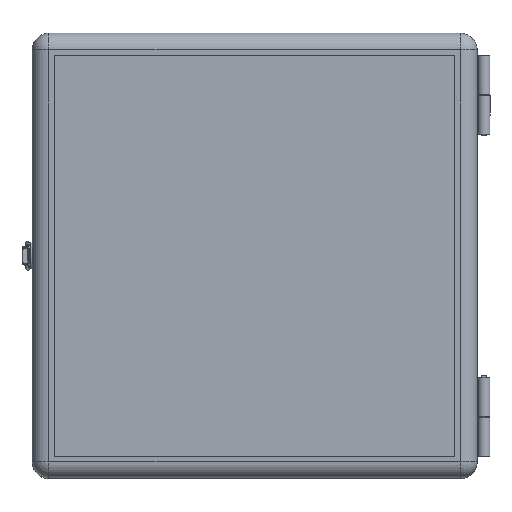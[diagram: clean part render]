
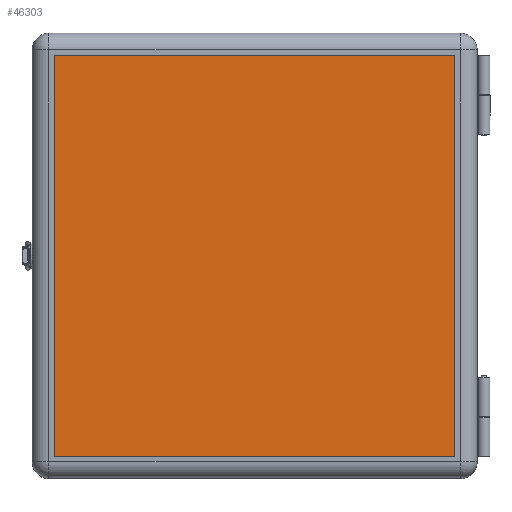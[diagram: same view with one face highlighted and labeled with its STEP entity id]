
A CAD part, top view. The second image highlights one B-rep face of the part: STEP entity #46303.
In plain terms, the highlighted face is planar.
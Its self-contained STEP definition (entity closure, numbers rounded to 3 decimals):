
#2238 = CARTESIAN_POINT ( 'NONE',  ( 180., 180., 0. ) ) ;
#2500 = CARTESIAN_POINT ( 'NONE',  ( -180., 180., 0. ) ) ;
#7651 = AXIS2_PLACEMENT_3D ( 'NONE', #21137, #21148, #21149 ) ;
#9371 = EDGE_CURVE ( 'NONE', #32657, #32716, #44395, .T. ) ;
#9375 = EDGE_CURVE ( 'NONE', #34859, #32657, #44416, .T. ) ;
#9377 = EDGE_CURVE ( 'NONE', #32716, #34559, #44422, .T. ) ;
#9380 = EDGE_CURVE ( 'NONE', #34559, #34859, #44431, .T. ) ;
#11743 = EDGE_LOOP ( 'NONE', ( #34388, #34392, #34396, #34400 ) ) ;
#21137 = CARTESIAN_POINT ( 'NONE',  ( -185., -185., 0. ) ) ;
#21145 = FACE_OUTER_BOUND ( 'NONE', #11743, .T. ) ;
#21146 = PLANE ( 'NONE',  #7651 ) ;
#21148 = DIRECTION ( 'NONE',  ( 0., 0., 1. ) ) ;
#21149 = DIRECTION ( 'NONE',  ( 1., 0., 0. ) ) ;
#32657 = VERTEX_POINT ( 'NONE', #58622 ) ;
#32716 = VERTEX_POINT ( 'NONE', #61526 ) ;
#34388 = ORIENTED_EDGE ( 'NONE', *, *, #9371, .F. ) ;
#34392 = ORIENTED_EDGE ( 'NONE', *, *, #9375, .F. ) ;
#34396 = ORIENTED_EDGE ( 'NONE', *, *, #9380, .F. ) ;
#34400 = ORIENTED_EDGE ( 'NONE', *, *, #9377, .F. ) ;
#34559 = VERTEX_POINT ( 'NONE', #2238 ) ;
#34859 = VERTEX_POINT ( 'NONE', #2500 ) ;
#43584 = VECTOR ( 'NONE', #44407, 1000. ) ;
#43589 = VECTOR ( 'NONE', #44418, 1000. ) ;
#43591 = VECTOR ( 'NONE', #44424, 1000. ) ;
#43594 = VECTOR ( 'NONE', #44434, 1000. ) ;
#44395 = LINE ( 'NONE', #44405, #43584 ) ;
#44405 = CARTESIAN_POINT ( 'NONE',  ( -185., -180., 0. ) ) ;
#44407 = DIRECTION ( 'NONE',  ( 1., 0., 0. ) ) ;
#44416 = LINE ( 'NONE', #44417, #43589 ) ;
#44417 = CARTESIAN_POINT ( 'NONE',  ( -180., -185., 0. ) ) ;
#44418 = DIRECTION ( 'NONE',  ( 0., -1., 0. ) ) ;
#44422 = LINE ( 'NONE', #44423, #43591 ) ;
#44423 = CARTESIAN_POINT ( 'NONE',  ( 180., -185., 0. ) ) ;
#44424 = DIRECTION ( 'NONE',  ( 0., 1., 0. ) ) ;
#44431 = LINE ( 'NONE', #44433, #43594 ) ;
#44433 = CARTESIAN_POINT ( 'NONE',  ( -185., 180., 0. ) ) ;
#44434 = DIRECTION ( 'NONE',  ( -1., 0., 0. ) ) ;
#46303 = ADVANCED_FACE ( 'NONE', ( #21145 ), #21146, .F. ) ;
#58622 = CARTESIAN_POINT ( 'NONE',  ( -180., -180., 0. ) ) ;
#61526 = CARTESIAN_POINT ( 'NONE',  ( 180., -180., 0. ) ) ;
